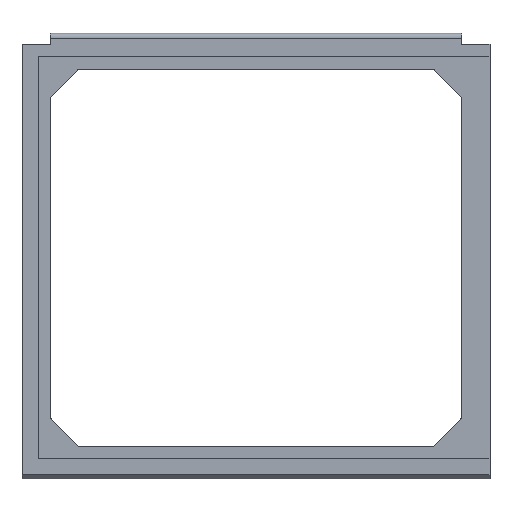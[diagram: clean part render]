
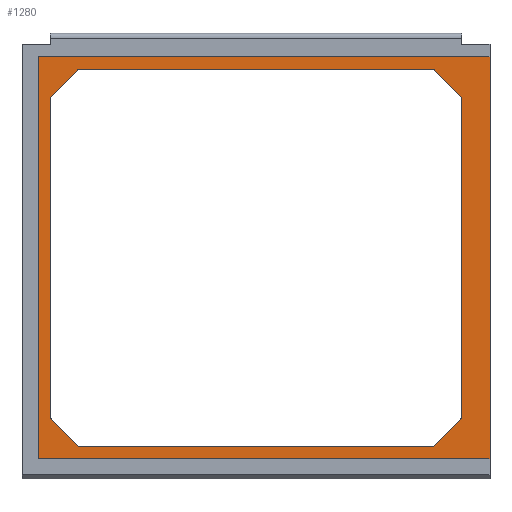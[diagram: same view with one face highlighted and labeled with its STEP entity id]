
A CAD part, left-side view. The second image highlights one B-rep face of the part: STEP entity #1280.
In plain terms, the highlighted planar face has unit normal (-1, 0, 0).
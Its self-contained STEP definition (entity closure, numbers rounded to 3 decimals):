
#27=FACE_BOUND('',#461,.T.);
#42=LINE('',#1797,#193);
#101=LINE('',#1959,#252);
#105=LINE('',#1968,#256);
#108=LINE('',#1976,#259);
#111=LINE('',#1984,#262);
#115=LINE('',#1997,#266);
#118=LINE('',#2005,#269);
#131=LINE('',#2029,#282);
#132=LINE('',#2031,#283);
#133=LINE('',#2032,#284);
#134=LINE('',#2034,#285);
#135=LINE('',#2037,#286);
#193=VECTOR('',#1439,10.);
#252=VECTOR('',#1586,1000.);
#256=VECTOR('',#1596,1000.);
#259=VECTOR('',#1605,10.);
#262=VECTOR('',#1614,1000.);
#266=VECTOR('',#1628,10.);
#269=VECTOR('',#1637,10.);
#282=VECTOR('',#1658,1000.);
#283=VECTOR('',#1659,10.);
#284=VECTOR('',#1660,1000.);
#285=VECTOR('',#1661,10.);
#286=VECTOR('',#1664,1000.);
#383=FACE_OUTER_BOUND('',#460,.T.);
#460=EDGE_LOOP('',(#1014,#1015,#1016,#1017));
#461=EDGE_LOOP('',(#1018,#1019,#1020,#1021,#1022,#1023,#1024,#1025,#1026,
#1027,#1028,#1029,#1030,#1031,#1032,#1033));
#520=CIRCLE('',#1376,2.);
#521=CIRCLE('',#1379,2.);
#522=CIRCLE('',#1382,2.);
#523=CIRCLE('',#1385,2.);
#524=CIRCLE('',#1387,2.);
#525=CIRCLE('',#1390,2.);
#526=CIRCLE('',#1396,2.);
#527=CIRCLE('',#1397,2.);
#529=VERTEX_POINT('',#1795);
#530=VERTEX_POINT('',#1796);
#588=VERTEX_POINT('',#1956);
#589=VERTEX_POINT('',#1958);
#590=VERTEX_POINT('',#1962);
#591=VERTEX_POINT('',#1966);
#592=VERTEX_POINT('',#1970);
#593=VERTEX_POINT('',#1974);
#594=VERTEX_POINT('',#1978);
#595=VERTEX_POINT('',#1982);
#596=VERTEX_POINT('',#1986);
#597=VERTEX_POINT('',#1990);
#598=VERTEX_POINT('',#1992);
#599=VERTEX_POINT('',#1996);
#600=VERTEX_POINT('',#2000);
#601=VERTEX_POINT('',#2004);
#608=VERTEX_POINT('',#2028);
#609=VERTEX_POINT('',#2030);
#610=VERTEX_POINT('',#2033);
#611=VERTEX_POINT('',#2036);
#645=EDGE_CURVE('',#529,#530,#42,.T.);
#725=EDGE_CURVE('',#589,#588,#101,.T.);
#728=EDGE_CURVE('',#590,#588,#520,.T.);
#730=EDGE_CURVE('',#590,#591,#105,.T.);
#732=EDGE_CURVE('',#591,#592,#521,.F.);
#734=EDGE_CURVE('',#592,#593,#108,.T.);
#736=EDGE_CURVE('',#593,#594,#522,.T.);
#738=EDGE_CURVE('',#594,#595,#111,.T.);
#740=EDGE_CURVE('',#595,#596,#523,.T.);
#742=EDGE_CURVE('',#597,#598,#524,.T.);
#744=EDGE_CURVE('',#598,#599,#115,.T.);
#746=EDGE_CURVE('',#599,#600,#525,.T.);
#748=EDGE_CURVE('',#600,#601,#118,.T.);
#761=EDGE_CURVE('',#608,#529,#131,.T.);
#762=EDGE_CURVE('',#608,#609,#132,.T.);
#763=EDGE_CURVE('',#530,#609,#133,.T.);
#764=EDGE_CURVE('',#610,#596,#134,.T.);
#765=EDGE_CURVE('',#601,#610,#526,.T.);
#766=EDGE_CURVE('',#611,#597,#135,.T.);
#767=EDGE_CURVE('',#589,#611,#527,.T.);
#1014=ORIENTED_EDGE('',*,*,#645,.F.);
#1015=ORIENTED_EDGE('',*,*,#761,.F.);
#1016=ORIENTED_EDGE('',*,*,#762,.T.);
#1017=ORIENTED_EDGE('',*,*,#763,.F.);
#1018=ORIENTED_EDGE('',*,*,#732,.T.);
#1019=ORIENTED_EDGE('',*,*,#734,.T.);
#1020=ORIENTED_EDGE('',*,*,#736,.T.);
#1021=ORIENTED_EDGE('',*,*,#738,.T.);
#1022=ORIENTED_EDGE('',*,*,#740,.T.);
#1023=ORIENTED_EDGE('',*,*,#764,.F.);
#1024=ORIENTED_EDGE('',*,*,#765,.F.);
#1025=ORIENTED_EDGE('',*,*,#748,.F.);
#1026=ORIENTED_EDGE('',*,*,#746,.F.);
#1027=ORIENTED_EDGE('',*,*,#744,.F.);
#1028=ORIENTED_EDGE('',*,*,#742,.F.);
#1029=ORIENTED_EDGE('',*,*,#766,.F.);
#1030=ORIENTED_EDGE('',*,*,#767,.F.);
#1031=ORIENTED_EDGE('',*,*,#725,.T.);
#1032=ORIENTED_EDGE('',*,*,#728,.F.);
#1033=ORIENTED_EDGE('',*,*,#730,.T.);
#1211=PLANE('',#1395);
#1280=ADVANCED_FACE('',(#383,#27),#1211,.F.);
#1376=AXIS2_PLACEMENT_3D('',#1964,#1591,#1592);
#1379=AXIS2_PLACEMENT_3D('',#1972,#1600,#1601);
#1382=AXIS2_PLACEMENT_3D('',#1980,#1609,#1610);
#1385=AXIS2_PLACEMENT_3D('',#1988,#1618,#1619);
#1387=AXIS2_PLACEMENT_3D('',#1993,#1623,#1624);
#1390=AXIS2_PLACEMENT_3D('',#2001,#1632,#1633);
#1395=AXIS2_PLACEMENT_3D('',#2027,#1656,#1657);
#1396=AXIS2_PLACEMENT_3D('',#2035,#1662,#1663);
#1397=AXIS2_PLACEMENT_3D('',#2038,#1665,#1666);
#1439=DIRECTION('',(0.,0.,1.));
#1586=DIRECTION('',(0.,1.,0.));
#1591=DIRECTION('center_axis',(-1.,0.,0.));
#1592=DIRECTION('ref_axis',(0.,0.383,-0.924));
#1596=DIRECTION('',(0.,0.707,0.707));
#1600=DIRECTION('center_axis',(-1.,0.,0.));
#1601=DIRECTION('ref_axis',(0.,0.924,-0.383));
#1605=DIRECTION('',(0.,0.,1.));
#1609=DIRECTION('center_axis',(1.,0.,0.));
#1610=DIRECTION('ref_axis',(0.,0.924,0.383));
#1614=DIRECTION('',(0.,-0.707,0.707));
#1618=DIRECTION('center_axis',(1.,0.,0.));
#1619=DIRECTION('ref_axis',(0.,0.383,0.924));
#1623=DIRECTION('center_axis',(-1.,0.,0.));
#1624=DIRECTION('ref_axis',(0.,-0.924,-0.383));
#1628=DIRECTION('',(0.,0.,1.));
#1632=DIRECTION('center_axis',(-1.,0.,0.));
#1633=DIRECTION('ref_axis',(0.,-0.924,0.383));
#1637=DIRECTION('',(0.,0.707,0.707));
#1656=DIRECTION('center_axis',(1.,0.,0.));
#1657=DIRECTION('ref_axis',(0.,0.,
-1.));
#1658=DIRECTION('',(0.,1.,0.));
#1659=DIRECTION('',(0.,0.,1.));
#1660=DIRECTION('',(0.,-1.,0.));
#1661=DIRECTION('',(0.,1.,0.));
#1662=DIRECTION('center_axis',(-1.,0.,0.));
#1663=DIRECTION('ref_axis',(0.,0.,-1.));
#1664=DIRECTION('',(0.,-0.707,0.707));
#1665=DIRECTION('center_axis',(-1.,0.,0.));
#1666=DIRECTION('ref_axis',(0.,0.,1.));
#1795=CARTESIAN_POINT('',(67.,54.5,-225.5));
#1796=CARTESIAN_POINT('',(67.,54.5,-12.5));
#1797=CARTESIAN_POINT('',(67.,54.5,-15.75));
#1956=CARTESIAN_POINT('',(67.,32.172,-219.));
#1958=CARTESIAN_POINT('',(67.,-154.172,-219.));
#1959=CARTESIAN_POINT('',(67.,-192.159,-219.));
#1962=CARTESIAN_POINT('',(67.,33.586,-218.414));
#1964=CARTESIAN_POINT('Origin',(67.,32.172,-217.));
#1966=CARTESIAN_POINT('',(67.,47.414,-204.586));
#1968=CARTESIAN_POINT('',(67.,48.,-204.));
#1970=CARTESIAN_POINT('',(67.,48.,-203.172));
#1972=CARTESIAN_POINT('Origin',(67.,46.,-203.172));
#1974=CARTESIAN_POINT('',(67.,48.,-34.828));
#1976=CARTESIAN_POINT('',(67.,48.,-34.));
#1978=CARTESIAN_POINT('',(67.,47.414,-33.414));
#1980=CARTESIAN_POINT('Origin',(67.,46.,-34.828));
#1982=CARTESIAN_POINT('',(67.,33.586,-19.586));
#1984=CARTESIAN_POINT('',(67.,51.579,-37.579));
#1986=CARTESIAN_POINT('',(67.,32.172,-19.));
#1988=CARTESIAN_POINT('Origin',(67.,32.172,-21.));
#1990=CARTESIAN_POINT('',(67.,-169.414,-204.586));
#1992=CARTESIAN_POINT('',(67.,-170.,-203.172));
#1993=CARTESIAN_POINT('Origin',(67.,-168.,-203.172));
#1996=CARTESIAN_POINT('',(67.,-170.,-34.828));
#1997=CARTESIAN_POINT('',(67.,-170.,-204.));
#2000=CARTESIAN_POINT('',(67.,-169.414,-33.414));
#2001=CARTESIAN_POINT('Origin',(67.,-168.,-34.828));
#2004=CARTESIAN_POINT('',(67.,-155.586,-19.586));
#2005=CARTESIAN_POINT('',(67.,-158.049,-22.049));
#2027=CARTESIAN_POINT('Origin',(67.,70.159,-219.));
#2028=CARTESIAN_POINT('',(67.,-185.,-225.5));
#2029=CARTESIAN_POINT('',(67.,67.,-225.5));
#2030=CARTESIAN_POINT('',(67.,-185.,-12.5));
#2031=CARTESIAN_POINT('',(67.,-185.,-204.));
#2032=CARTESIAN_POINT('',(67.,-122.,-12.5));
#2033=CARTESIAN_POINT('',(67.,-154.172,-19.));
#2034=CARTESIAN_POINT('',(67.,-122.,-19.));
#2035=CARTESIAN_POINT('Origin',(67.,-154.172,-21.));
#2036=CARTESIAN_POINT('',(67.,-155.586,-218.414));
#2037=CARTESIAN_POINT('',(67.,-170.,-204.));
#2038=CARTESIAN_POINT('Origin',(67.,-154.172,-217.));
